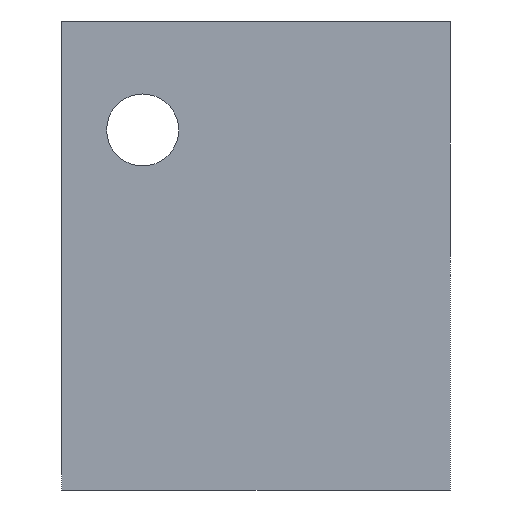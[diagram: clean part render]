
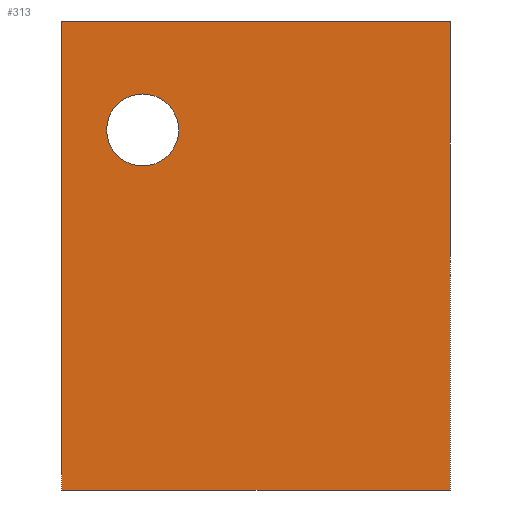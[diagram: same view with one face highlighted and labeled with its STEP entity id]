
A CAD part, left-side view. The second image highlights one B-rep face of the part: STEP entity #313.
In plain terms, the highlighted planar face has unit normal (-1, 0, 0).
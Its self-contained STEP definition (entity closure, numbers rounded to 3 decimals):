
#6 = VECTOR ( 'NONE', #152, 1000. ) ;
#58 = CARTESIAN_POINT ( 'NONE',  ( -125., 54., 32.5 ) ) ;
#59 = CIRCLE ( 'NONE', #1037, 5. ) ;
#130 = VERTEX_POINT ( 'NONE', #863 ) ;
#143 = VECTOR ( 'NONE', #612, 1000. ) ;
#152 = DIRECTION ( 'NONE',  ( 0., -1., 0. ) ) ;
#167 = VERTEX_POINT ( 'NONE', #1435 ) ;
#205 = VERTEX_POINT ( 'NONE', #646 ) ;
#218 = LINE ( 'NONE', #1426, #1158 ) ;
#226 = DIRECTION ( 'NONE',  ( 0., 0., -1. ) ) ;
#257 = DIRECTION ( 'NONE',  ( 0., 0., 1. ) ) ;
#272 = ORIENTED_EDGE ( 'NONE', *, *, #933, .F. ) ;
#281 = VECTOR ( 'NONE', #1528, 1000. ) ;
#283 = LINE ( 'NONE', #294, #6 ) ;
#294 = CARTESIAN_POINT ( 'NONE',  ( -125., 54., -32.5 ) ) ;
#313 = ADVANCED_FACE ( 'NONE', ( #1057, #1597 ), #1444, .F. ) ;
#385 = DIRECTION ( 'NONE',  ( -1., 0., 0. ) ) ;
#394 = CARTESIAN_POINT ( 'NONE',  ( -125., 54., 32.5 ) ) ;
#404 = EDGE_LOOP ( 'NONE', ( #1684, #686, #538, #1458 ) ) ;
#410 = VERTEX_POINT ( 'NONE', #1507 ) ;
#457 = AXIS2_PLACEMENT_3D ( 'NONE', #1281, #480, #1254 ) ;
#466 = LINE ( 'NONE', #58, #143 ) ;
#480 = DIRECTION ( 'NONE',  ( -1., 0., 0. ) ) ;
#485 = DIRECTION ( 'NONE',  ( 0., 0., 1. ) ) ;
#511 = CIRCLE ( 'NONE', #457, 5. ) ;
#516 = CARTESIAN_POINT ( 'NONE',  ( -125., 42.74, 17.5 ) ) ;
#530 = EDGE_CURVE ( 'NONE', #130, #167, #1515, .T. ) ;
#538 = ORIENTED_EDGE ( 'NONE', *, *, #573, .F. ) ;
#573 = EDGE_CURVE ( 'NONE', #167, #205, #466, .T. ) ;
#612 = DIRECTION ( 'NONE',  ( 0., -1., 0. ) ) ;
#646 = CARTESIAN_POINT ( 'NONE',  ( -125., 0., 32.5 ) ) ;
#661 = VERTEX_POINT ( 'NONE', #1570 ) ;
#686 = ORIENTED_EDGE ( 'NONE', *, *, #1306, .T. ) ;
#713 = EDGE_CURVE ( 'NONE', #661, #1090, #59, .T. ) ;
#743 = CARTESIAN_POINT ( 'NONE',  ( -125., 54., 32.5 ) ) ;
#771 = CARTESIAN_POINT ( 'NONE',  ( -125., 42.74, 12.5 ) ) ;
#806 = EDGE_CURVE ( 'NONE', #130, #410, #283, .T. ) ;
#863 = CARTESIAN_POINT ( 'NONE',  ( -125., 54., -32.5 ) ) ;
#933 = EDGE_CURVE ( 'NONE', #1090, #661, #511, .T. ) ;
#935 = DIRECTION ( 'NONE',  ( 1., 0., 0. ) ) ;
#964 = ORIENTED_EDGE ( 'NONE', *, *, #713, .F. ) ;
#1026 = EDGE_LOOP ( 'NONE', ( #964, #272 ) ) ;
#1037 = AXIS2_PLACEMENT_3D ( 'NONE', #516, #385, #257 ) ;
#1057 = FACE_BOUND ( 'NONE', #1026, .T. ) ;
#1090 = VERTEX_POINT ( 'NONE', #771 ) ;
#1158 = VECTOR ( 'NONE', #485, 1000. ) ;
#1254 = DIRECTION ( 'NONE',  ( 0., 0., 1. ) ) ;
#1281 = CARTESIAN_POINT ( 'NONE',  ( -125., 42.74, 17.5 ) ) ;
#1306 = EDGE_CURVE ( 'NONE', #410, #205, #218, .T. ) ;
#1426 = CARTESIAN_POINT ( 'NONE',  ( -125., 0., 32.5 ) ) ;
#1435 = CARTESIAN_POINT ( 'NONE',  ( -125., 54., 32.5 ) ) ;
#1444 = PLANE ( 'NONE',  #1629 ) ;
#1458 = ORIENTED_EDGE ( 'NONE', *, *, #530, .F. ) ;
#1507 = CARTESIAN_POINT ( 'NONE',  ( -125., 0., -32.5 ) ) ;
#1515 = LINE ( 'NONE', #743, #281 ) ;
#1528 = DIRECTION ( 'NONE',  ( 0., 0., 1. ) ) ;
#1570 = CARTESIAN_POINT ( 'NONE',  ( -125., 42.74, 22.5 ) ) ;
#1597 = FACE_OUTER_BOUND ( 'NONE', #404, .T. ) ;
#1629 = AXIS2_PLACEMENT_3D ( 'NONE', #394, #935, #226 ) ;
#1684 = ORIENTED_EDGE ( 'NONE', *, *, #806, .T. ) ;
